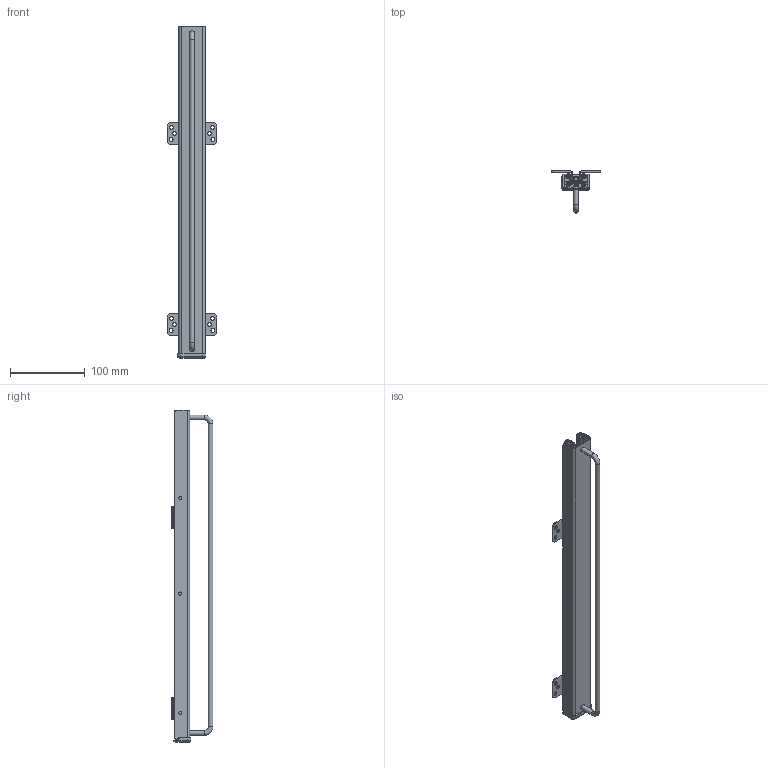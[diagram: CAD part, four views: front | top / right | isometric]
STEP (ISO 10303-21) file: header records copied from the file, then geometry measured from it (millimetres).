
FILE_DESCRIPTION((''),'2;1');
FILE_NAME('42076014 - SOPORTE PERCHAS EXTRAIBLE 445L.stp','2020-06-12T13:50:34',('rguerrero'),(''),'Autodesk Inventor 2010','Autodesk Inventor 2010','');
FILE_SCHEMA(('CONFIG_CONTROL_DESIGN'));
Length unit declared in the file: millimetre
Products named in the file (16): Ensamblaje1; CJTO 440 SOPORTE PERCHA ; 438 GUIA SOPORTE PERCHA; 438 GUIA L17100; 438 GUIA L17100 EXT; 438 GUIA L17100 INT; Pieza1; 440 SOPORTE PERCHA ; 438 PROTECTOR; 438 varilla; tope; 438 GUIA SOPORTE PERCHA_SIM; 438 GUIA L17100_SIM; 438 GUIA L17100 EXT_SIM; 438 GUIA L17100 INT_SIM; Pieza1_SIM3
Assembly tree (17 placements, depth 5):
  Ensamblaje1
    CJTO 440 SOPORTE PERCHA 
      438 GUIA SOPORTE PERCHA
        438 GUIA L17100
          438 GUIA L17100 EXT
          438 GUIA L17100 INT
        Pieza1  x2
      440 SOPORTE PERCHA 
        438 PROTECTOR
        438 varilla
      tope
      438 GUIA SOPORTE PERCHA_SIM
        438 GUIA L17100_SIM
          438 GUIA L17100 EXT_SIM
          438 GUIA L17100 INT_SIM
        Pieza1_SIM3  x2
Bounding box: 66 x 56.05 x 445 mm (x, y, z)
Volume: 122530.4 mm3; surface area: 177112.3 mm2
Topology: 11 solids, 11 shells, 347 faces, 915 edges, 599 vertices
Faces by surface type: plane 149, bspline 113, cylinder 73, torus 10, cone 2
Full cylindrical faces by diameter (mm): 4.2 x6, 4.25 x3, 5.1 x6, 6.4 x3
Entity records: 10652 total; most frequent: CARTESIAN_POINT 2813, ORIENTED_EDGE 1582, DIRECTION 1425, EDGE_CURVE 791, VERTEX_POINT 532, VECTOR 505, LINE 505, AXIS2_PLACEMENT_3D 460
